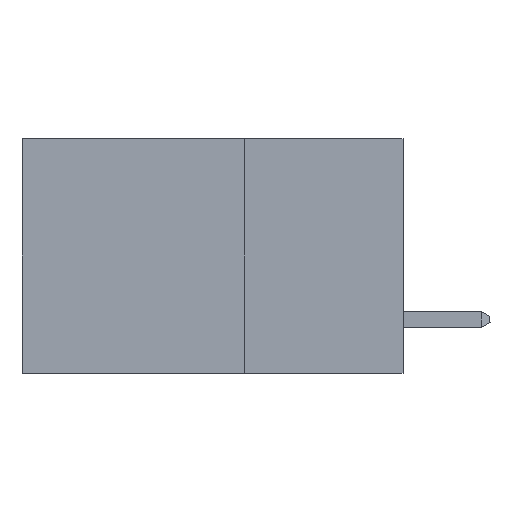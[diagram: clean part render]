
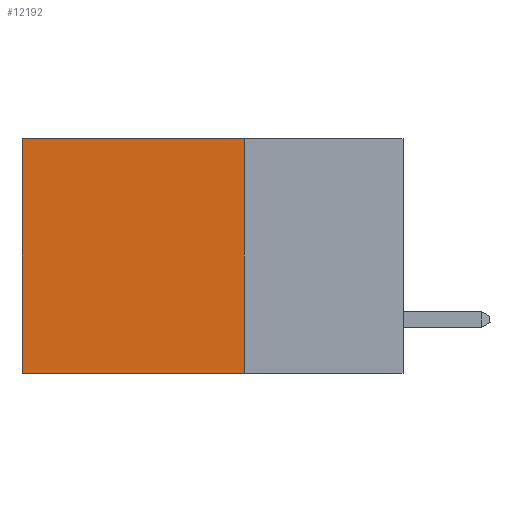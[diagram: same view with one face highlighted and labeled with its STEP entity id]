
A CAD part, left-side view. The second image highlights one B-rep face of the part: STEP entity #12192.
In plain terms, the highlighted planar face has unit normal (-1, 0, 0).
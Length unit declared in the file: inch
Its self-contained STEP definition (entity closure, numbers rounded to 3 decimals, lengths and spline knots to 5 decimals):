
#4162 = EDGE_LOOP ( 'NONE', ( #11325, #10560, #15429, #16928 ) ) ;
#4442 = CARTESIAN_POINT ( 'NONE',  ( 0.2875, 0.25, -0.37 ) ) ;
#6855 = CARTESIAN_POINT ( 'NONE',  ( 0.2875, 0.6, -0.37 ) ) ;
#8783 = DIRECTION ( 'NONE',  ( 0., 1., 0. ) ) ;
#9908 = CARTESIAN_POINT ( 'NONE',  ( 0.2875, 0.6, 0. ) ) ;
#10065 = PLANE ( 'NONE',  #24824 ) ;
#10560 = ORIENTED_EDGE ( 'NONE', *, *, #43012, .F. ) ;
#11163 = VERTEX_POINT ( 'NONE', #4442 ) ;
#11314 = CARTESIAN_POINT ( 'NONE',  ( 0.2875, 0.25, 0. ) ) ;
#11325 = ORIENTED_EDGE ( 'NONE', *, *, #20904, .T. ) ;
#11447 = VERTEX_POINT ( 'NONE', #11314 ) ;
#11614 = CARTESIAN_POINT ( 'NONE',  ( 0.2875, 0.6, 0. ) ) ;
#12192 = ADVANCED_FACE ( 'NONE', ( #30111 ), #10065, .F. ) ;
#12405 = CARTESIAN_POINT ( 'NONE',  ( 0.2875, 0.25, 0. ) ) ;
#13804 = DIRECTION ( 'NONE',  ( 0., 1., 0. ) ) ;
#14279 = LINE ( 'NONE', #9908, #43713 ) ;
#15429 = ORIENTED_EDGE ( 'NONE', *, *, #18118, .F. ) ;
#16928 = ORIENTED_EDGE ( 'NONE', *, *, #27619, .T. ) ;
#17439 = CARTESIAN_POINT ( 'NONE',  ( 0.2875, 0.25, 0. ) ) ;
#18118 = EDGE_CURVE ( 'NONE', #11447, #11163, #47031, .T. ) ;
#20904 = EDGE_CURVE ( 'NONE', #33404, #36992, #14279, .T. ) ;
#24824 = AXIS2_PLACEMENT_3D ( 'NONE', #36476, #44026, #36648 ) ;
#25120 = DIRECTION ( 'NONE',  ( 0., 0., -1. ) ) ;
#27619 = EDGE_CURVE ( 'NONE', #11447, #33404, #43181, .T. ) ;
#27672 = CARTESIAN_POINT ( 'NONE',  ( 0.2875, 0.25, -0.37 ) ) ;
#29151 = VECTOR ( 'NONE', #13804, 39.37008 ) ;
#30111 = FACE_OUTER_BOUND ( 'NONE', #4162, .T. ) ;
#31696 = VECTOR ( 'NONE', #8783, 39.37008 ) ;
#33404 = VERTEX_POINT ( 'NONE', #11614 ) ;
#35499 = DIRECTION ( 'NONE',  ( 0., 0., -1. ) ) ;
#36476 = CARTESIAN_POINT ( 'NONE',  ( 0.2875, 0.25, 0. ) ) ;
#36648 = DIRECTION ( 'NONE',  ( 0., 0., -1. ) ) ;
#36992 = VERTEX_POINT ( 'NONE', #6855 ) ;
#37122 = VECTOR ( 'NONE', #35499, 39.37008 ) ;
#42904 = LINE ( 'NONE', #27672, #31696 ) ;
#43012 = EDGE_CURVE ( 'NONE', #11163, #36992, #42904, .T. ) ;
#43181 = LINE ( 'NONE', #17439, #29151 ) ;
#43713 = VECTOR ( 'NONE', #25120, 39.37008 ) ;
#44026 = DIRECTION ( 'NONE',  ( 1., 0., 0. ) ) ;
#47031 = LINE ( 'NONE', #12405, #37122 ) ;
